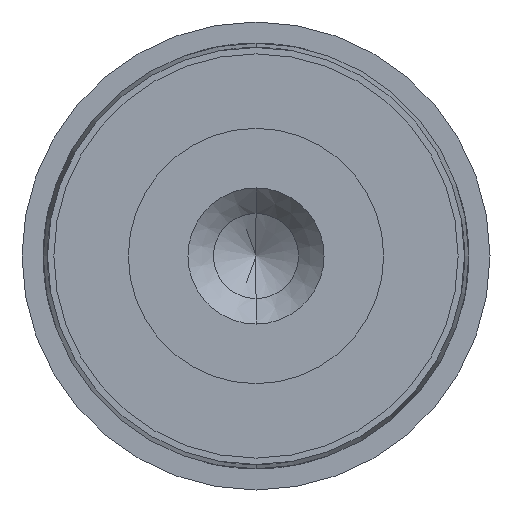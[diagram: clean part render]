
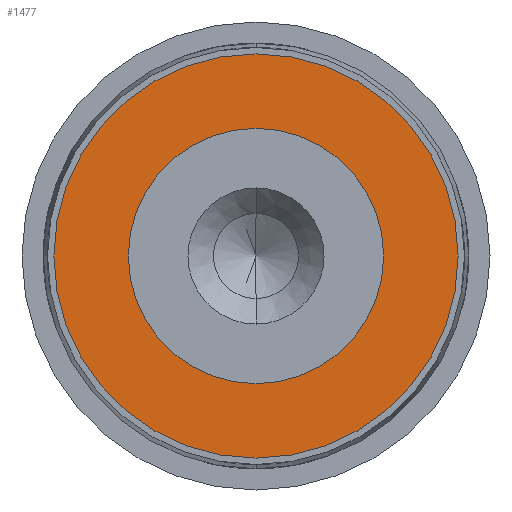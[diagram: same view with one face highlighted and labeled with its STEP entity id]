
A CAD part, front view. The second image highlights one B-rep face of the part: STEP entity #1477.
In plain terms, the highlighted planar face has unit normal (0, -1, 0).
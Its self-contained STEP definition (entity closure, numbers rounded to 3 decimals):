
#42 = AXIS2_PLACEMENT_3D ( 'NONE', #3671, #4398, #1988 ) ;
#77 = CIRCLE ( 'NONE', #1622, 0.95 ) ;
#143 = CARTESIAN_POINT ( 'NONE',  ( 0., -39., 0. ) ) ;
#176 = DIRECTION ( 'NONE',  ( 0., 1., 0. ) ) ;
#382 = DIRECTION ( 'NONE',  ( 0., 1., 0. ) ) ;
#395 = DIRECTION ( 'NONE',  ( 0., 0., 1. ) ) ;
#546 = ORIENTED_EDGE ( 'NONE', *, *, #1267, .F. ) ;
#734 = VERTEX_POINT ( 'NONE', #1044 ) ;
#779 = ORIENTED_EDGE ( 'NONE', *, *, #3513, .F. ) ;
#967 = VERTEX_POINT ( 'NONE', #2817 ) ;
#992 = CARTESIAN_POINT ( 'NONE',  ( 0., -39., 0. ) ) ;
#1020 = CIRCLE ( 'NONE', #3712, 0.95 ) ;
#1044 = CARTESIAN_POINT ( 'NONE',  ( 0., -39., 0.95 ) ) ;
#1252 = FACE_OUTER_BOUND ( 'NONE', #3970, .T. ) ;
#1267 = EDGE_CURVE ( 'Defeature ausgef�hrt2_33+Defeature ausgef�hrt2_1+Defeature ausgef�hrt2_1+Defeature ausgef�hrt2_1', #1680, #1660, #3249, .T. ) ;
#1272 = PLANE ( 'NONE',  #42 ) ;
#1477 = ADVANCED_FACE ( 'Defeature ausgef�hrt2_1', ( #3669, #1252 ), #1272, .F. ) ;
#1622 = AXIS2_PLACEMENT_3D ( 'NONE', #2188, #382, #2770 ) ;
#1660 = VERTEX_POINT ( 'NONE', #3781 ) ;
#1680 = VERTEX_POINT ( 'NONE', #3162 ) ;
#1897 = ORIENTED_EDGE ( 'NONE', *, *, #2485, .F. ) ;
#1988 = DIRECTION ( 'NONE',  ( 0., 0., 1. ) ) ;
#2009 = ORIENTED_EDGE ( 'NONE', *, *, #3202, .F. ) ;
#2098 = CARTESIAN_POINT ( 'NONE',  ( 0., -39., 0. ) ) ;
#2188 = CARTESIAN_POINT ( 'NONE',  ( 0., -39., 0. ) ) ;
#2485 = EDGE_CURVE ( 'Defeature ausgef�hrt2_33+Defeature ausgef�hrt2_1+Defeature ausgef�hrt2_1+Defeature ausgef�hrt2_1', #1660, #1680, #3829, .T. ) ;
#2679 = DIRECTION ( 'NONE',  ( 0., -1., 0. ) ) ;
#2770 = DIRECTION ( 'NONE',  ( 0., 0., 1. ) ) ;
#2782 = AXIS2_PLACEMENT_3D ( 'NONE', #2098, #3056, #395 ) ;
#2817 = CARTESIAN_POINT ( 'NONE',  ( 0., -39., -0.95 ) ) ;
#2897 = DIRECTION ( 'NONE',  ( 0., 0., 1. ) ) ;
#3040 = DIRECTION ( 'NONE',  ( 0., 0., 1. ) ) ;
#3056 = DIRECTION ( 'NONE',  ( 0., -1., 0. ) ) ;
#3162 = CARTESIAN_POINT ( 'NONE',  ( 0., -39., -0.6 ) ) ;
#3202 = EDGE_CURVE ( 'Defeature ausgef�hrt2_2+Defeature ausgef�hrt2_1+Defeature ausgef�hrt2_1+Defeature ausgef�hrt2_1', #734, #967, #77, .T. ) ;
#3249 = CIRCLE ( 'NONE', #2782, 0.6 ) ;
#3513 = EDGE_CURVE ( 'Defeature ausgef�hrt2_2+Defeature ausgef�hrt2_1+Defeature ausgef�hrt2_1+Defeature ausgef�hrt2_1', #967, #734, #1020, .T. ) ;
#3584 = AXIS2_PLACEMENT_3D ( 'NONE', #992, #2679, #3040 ) ;
#3669 = FACE_BOUND ( 'NONE', #4230, .T. ) ;
#3671 = CARTESIAN_POINT ( 'NONE',  ( 0., -39., 0. ) ) ;
#3712 = AXIS2_PLACEMENT_3D ( 'NONE', #143, #176, #2897 ) ;
#3781 = CARTESIAN_POINT ( 'NONE',  ( 0., -39., 0.6 ) ) ;
#3829 = CIRCLE ( 'NONE', #3584, 0.6 ) ;
#3970 = EDGE_LOOP ( 'NONE', ( #2009, #779 ) ) ;
#4230 = EDGE_LOOP ( 'NONE', ( #1897, #546 ) ) ;
#4398 = DIRECTION ( 'NONE',  ( 0., 1., 0. ) ) ;
